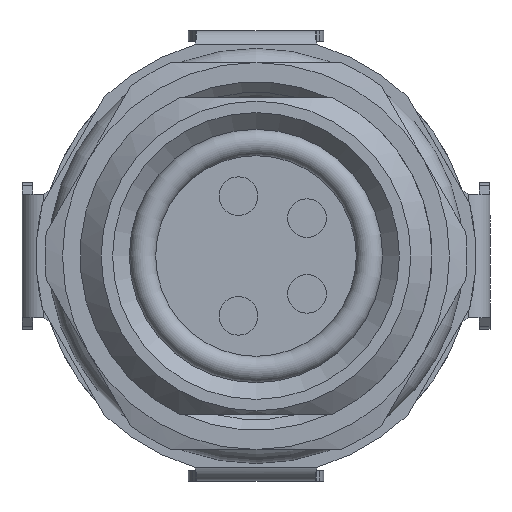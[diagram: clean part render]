
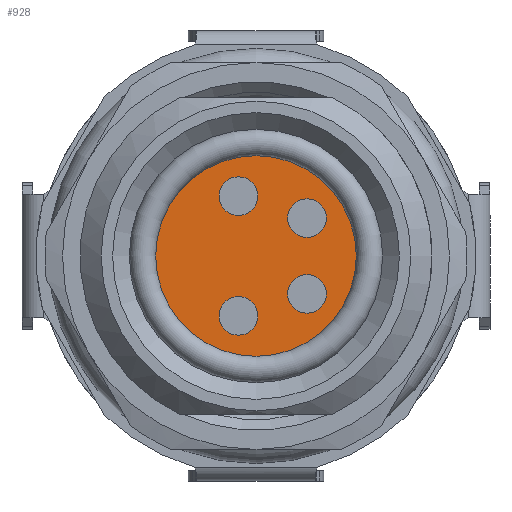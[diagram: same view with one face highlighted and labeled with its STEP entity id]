
A CAD part, left-side view. The second image highlights one B-rep face of the part: STEP entity #928.
In plain terms, the highlighted planar face has unit normal (-1, 0, 0).
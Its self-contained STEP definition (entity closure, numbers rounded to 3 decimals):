
#167=FACE_BOUND('',#1860,.T.);
#168=FACE_BOUND('',#1861,.T.);
#169=FACE_BOUND('',#1862,.T.);
#170=FACE_BOUND('',#1863,.T.);
#171=FACE_BOUND('',#1864,.T.);
#406=PLANE('',#8130);
#928=ADVANCED_FACE('',(#167,#168,#169,#170,#171),#406,.F.);
#1860=EDGE_LOOP('',(#4216));
#1861=EDGE_LOOP('',(#4217));
#1862=EDGE_LOOP('',(#4218));
#1863=EDGE_LOOP('',(#4219));
#1864=EDGE_LOOP('',(#4220));
#2160=CIRCLE('',#8121,0.55);
#2161=CIRCLE('',#8123,0.55);
#2162=CIRCLE('',#8125,0.55);
#2163=CIRCLE('',#8127,0.55);
#2164=CIRCLE('',#8129,2.85);
#4216=ORIENTED_EDGE('',*,*,#6141,.F.);
#4217=ORIENTED_EDGE('',*,*,#6140,.F.);
#4218=ORIENTED_EDGE('',*,*,#6139,.F.);
#4219=ORIENTED_EDGE('',*,*,#6138,.F.);
#4220=ORIENTED_EDGE('',*,*,#6142,.F.);
#5074=VERTEX_POINT('',#12828);
#5075=VERTEX_POINT('',#12831);
#5076=VERTEX_POINT('',#12834);
#5077=VERTEX_POINT('',#12837);
#5078=VERTEX_POINT('',#12840);
#6138=EDGE_CURVE('',#5074,#5074,#2160,.T.);
#6139=EDGE_CURVE('',#5075,#5075,#2161,.T.);
#6140=EDGE_CURVE('',#5076,#5076,#2162,.T.);
#6141=EDGE_CURVE('',#5077,#5077,#2163,.T.);
#6142=EDGE_CURVE('',#5078,#5078,#2164,.T.);
#8121=AXIS2_PLACEMENT_3D('',#12827,#10062,#10063);
#8123=AXIS2_PLACEMENT_3D('',#12830,#10066,#10067);
#8125=AXIS2_PLACEMENT_3D('',#12833,#10070,#10071);
#8127=AXIS2_PLACEMENT_3D('',#12836,#10074,#10075);
#8129=AXIS2_PLACEMENT_3D('',#12839,#10078,#10079);
#8130=AXIS2_PLACEMENT_3D('',#12841,#10080,#10081);
#10062=DIRECTION('',(-1.,0.,0.));
#10063=DIRECTION('',(0.,0.,-1.));
#10066=DIRECTION('',(-1.,0.,0.));
#10067=DIRECTION('',(0.,0.,-1.));
#10070=DIRECTION('',(-1.,0.,0.));
#10071=DIRECTION('',(0.,0.,-1.));
#10074=DIRECTION('',(-1.,0.,0.));
#10075=DIRECTION('',(0.,0.,-1.));
#10078=DIRECTION('',(1.,0.,0.));
#10079=DIRECTION('',(0.,-1.,0.));
#10080=DIRECTION('',(1.,0.,0.));
#10081=DIRECTION('',(0.,-1.,0.));
#12827=CARTESIAN_POINT('',(0.7,-1.45,-1.075));
#12828=CARTESIAN_POINT('',(0.7,-1.45,-1.625));
#12830=CARTESIAN_POINT('',(0.7,-1.45,1.075));
#12831=CARTESIAN_POINT('',(0.7,-1.45,0.525));
#12833=CARTESIAN_POINT('',(0.7,0.5,1.7));
#12834=CARTESIAN_POINT('',(0.7,0.5,1.15));
#12836=CARTESIAN_POINT('',(0.7,0.5,-1.7));
#12837=CARTESIAN_POINT('',(0.7,0.5,-2.25));
#12839=CARTESIAN_POINT('',(0.7,0.,0.));
#12840=CARTESIAN_POINT('',(0.7,-2.85,0.));
#12841=CARTESIAN_POINT('',(0.7,0.,0.));
